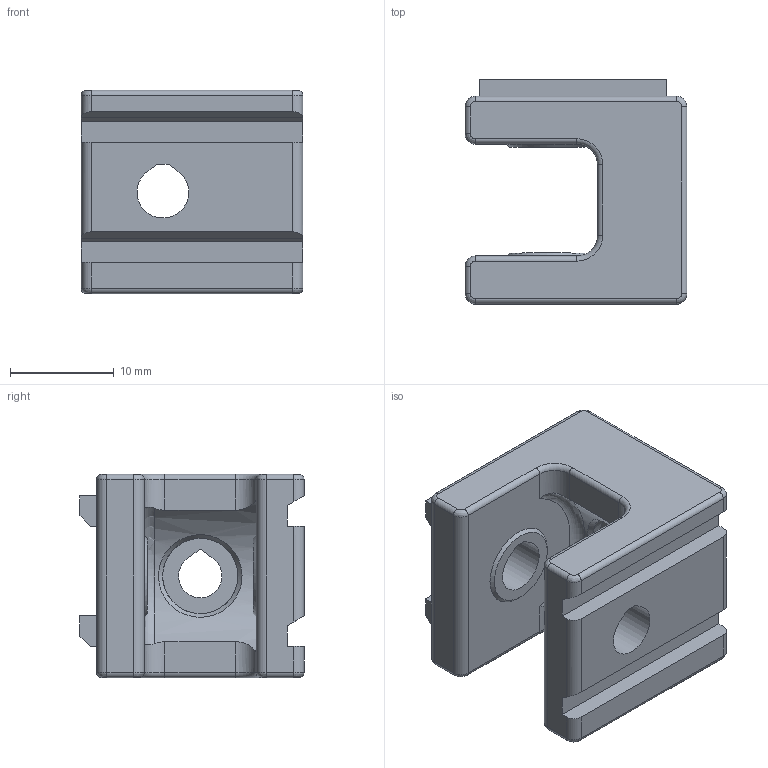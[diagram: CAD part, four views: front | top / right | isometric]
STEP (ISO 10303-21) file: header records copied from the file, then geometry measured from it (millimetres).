
FILE_DESCRIPTION(/* description */ (''),/* implementation_level */ '2;1');
FILE_NAME(/* name */ 'WoodWorker - Tensionser Gates - remix of Frost v8.step',/* time_stamp */ '2025-05-23T08:04:08-04:00',/* author */ (''),/* organization */ (''),/* preprocessor_version */ 'ST-DEVELOPER v20.1',/* originating_system */ 'Autodesk Translation Framework v14.10.0.0',/* authorisation */ '');
FILE_SCHEMA (('AUTOMOTIVE_DESIGN { 1 0 10303 214 3 1 1 }'));
Length unit declared in the file: millimetre
Products named in the file (2): WoodWorker Tensionser Gates - remix of Frost; New X tensioner - scratch
Assembly tree (1 placements, depth 2):
  WoodWorker Tensionser Gates - remix of Frost
    New X tensioner - scratch
Bounding box: 21.39 x 21.61 x 19.6 mm (x, y, z)
Volume: 5053.1 mm3; surface area: 3024.1 mm2
Topology: 1 solids, 1 shells, 106 faces, 265 edges, 166 vertices
Faces by surface type: plane 51, cylinder 35, bspline 13, torus 5, cone 2
Full cylindrical faces by diameter (mm): 7.25 x1
Entity records: 3439 total; most frequent: CARTESIAN_POINT 830, DIRECTION 534, ORIENTED_EDGE 530, EDGE_CURVE 265, AXIS2_PLACEMENT_3D 182, LINE 170, VECTOR 170, VERTEX_POINT 166
